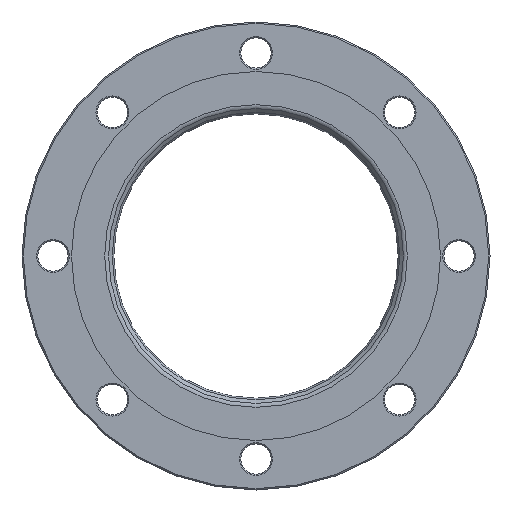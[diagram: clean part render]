
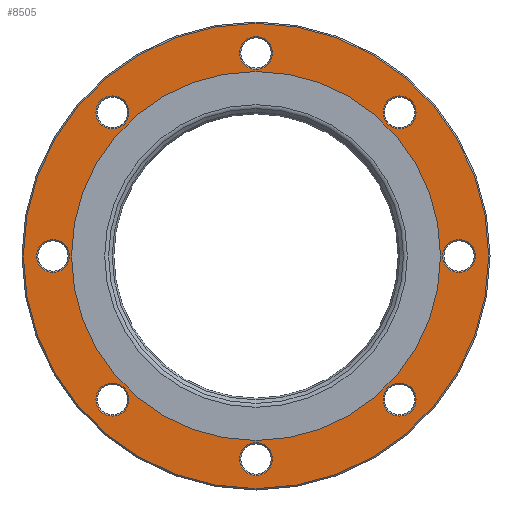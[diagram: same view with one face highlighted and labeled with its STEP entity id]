
A CAD part, left-side view. The second image highlights one B-rep face of the part: STEP entity #8505.
In plain terms, the highlighted planar face has unit normal (-1, 0, 0).
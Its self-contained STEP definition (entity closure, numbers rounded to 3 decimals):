
#7793=CARTESIAN_POINT('',(-100.,0.,-134.));
#7794=VERTEX_POINT('',#7793);
#7795=CARTESIAN_POINT('',(-100.,0.,0.));
#7796=DIRECTION('',(-1.,0.,0.));
#7797=DIRECTION('',(0.,0.,-1.));
#7798=AXIS2_PLACEMENT_3D('',#7795,#7796,#7797);
#7799=CIRCLE('',#7798,134.);
#7800=EDGE_CURVE('',#7794,#7794,#7799,.T.);
#8326=CARTESIAN_POINT('',(-100.,0.,-0.));
#8327=DIRECTION('',(1.,0.,0.));
#8328=DIRECTION('',(0.,0.,-1.));
#8329=AXIS2_PLACEMENT_3D('',#8326,#8327,#8328);
#8330=PLANE('',#8329);
#8331=CARTESIAN_POINT('',(-100.,-0.,-169.));
#8332=VERTEX_POINT('',#8331);
#8333=CARTESIAN_POINT('',(-100.,0.,0.));
#8334=DIRECTION('',(-1.,-0.,-0.));
#8335=DIRECTION('',(0.,0.,-1.));
#8336=AXIS2_PLACEMENT_3D('',#8333,#8334,#8335);
#8337=CIRCLE('',#8336,169.);
#8338=EDGE_CURVE('',#8332,#8332,#8337,.T.);
#8339=ORIENTED_EDGE('',*,*,#8338,.T.);
#8340=EDGE_LOOP('',(#8339));
#8341=FACE_BOUND('',#8340,.T.);
#8342=CARTESIAN_POINT('',(-100.,-104.298,-116.298));
#8343=VERTEX_POINT('',#8342);
#8344=CARTESIAN_POINT('',(-100.,-104.298,-92.298));
#8345=VERTEX_POINT('',#8344);
#8346=CARTESIAN_POINT('',(-100.,-104.298,-104.298));
#8347=DIRECTION('',(1.,0.,0.));
#8348=DIRECTION('',(0.,0.,-1.));
#8349=AXIS2_PLACEMENT_3D('',#8346,#8347,#8348);
#8350=CIRCLE('',#8349,12.);
#8351=EDGE_CURVE('',#8343,#8345,#8350,.T.);
#8352=ORIENTED_EDGE('',*,*,#8351,.T.);
#8353=CARTESIAN_POINT('',(-100.,-104.298,-104.298));
#8354=DIRECTION('',(1.,0.,0.));
#8355=DIRECTION('',(0.,0.,-1.));
#8356=AXIS2_PLACEMENT_3D('',#8353,#8354,#8355);
#8357=CIRCLE('',#8356,12.);
#8358=EDGE_CURVE('',#8345,#8343,#8357,.T.);
#8359=ORIENTED_EDGE('',*,*,#8358,.T.);
#8360=EDGE_LOOP('',(#8352,#8359));
#8361=FACE_BOUND('',#8360,.T.);
#8362=CARTESIAN_POINT('',(-100.,-0.,-159.5));
#8363=VERTEX_POINT('',#8362);
#8364=CARTESIAN_POINT('',(-100.,-0.,-135.5));
#8365=VERTEX_POINT('',#8364);
#8366=CARTESIAN_POINT('',(-100.,-0.,-147.5));
#8367=DIRECTION('',(1.,0.,0.));
#8368=DIRECTION('',(0.,0.,-1.));
#8369=AXIS2_PLACEMENT_3D('',#8366,#8367,#8368);
#8370=CIRCLE('',#8369,12.);
#8371=EDGE_CURVE('',#8363,#8365,#8370,.T.);
#8372=ORIENTED_EDGE('',*,*,#8371,.T.);
#8373=CARTESIAN_POINT('',(-100.,-0.,-147.5));
#8374=DIRECTION('',(1.,0.,0.));
#8375=DIRECTION('',(0.,0.,-1.));
#8376=AXIS2_PLACEMENT_3D('',#8373,#8374,#8375);
#8377=CIRCLE('',#8376,12.);
#8378=EDGE_CURVE('',#8365,#8363,#8377,.T.);
#8379=ORIENTED_EDGE('',*,*,#8378,.T.);
#8380=EDGE_LOOP('',(#8372,#8379));
#8381=FACE_BOUND('',#8380,.T.);
#8382=CARTESIAN_POINT('',(-100.,-147.5,-12.));
#8383=VERTEX_POINT('',#8382);
#8384=CARTESIAN_POINT('',(-100.,-147.5,12.));
#8385=VERTEX_POINT('',#8384);
#8386=CARTESIAN_POINT('',(-100.,-147.5,0.));
#8387=DIRECTION('',(1.,0.,0.));
#8388=DIRECTION('',(0.,0.,-1.));
#8389=AXIS2_PLACEMENT_3D('',#8386,#8387,#8388);
#8390=CIRCLE('',#8389,12.);
#8391=EDGE_CURVE('',#8383,#8385,#8390,.T.);
#8392=ORIENTED_EDGE('',*,*,#8391,.T.);
#8393=CARTESIAN_POINT('',(-100.,-147.5,0.));
#8394=DIRECTION('',(1.,0.,0.));
#8395=DIRECTION('',(0.,0.,-1.));
#8396=AXIS2_PLACEMENT_3D('',#8393,#8394,#8395);
#8397=CIRCLE('',#8396,12.);
#8398=EDGE_CURVE('',#8385,#8383,#8397,.T.);
#8399=ORIENTED_EDGE('',*,*,#8398,.T.);
#8400=EDGE_LOOP('',(#8392,#8399));
#8401=FACE_BOUND('',#8400,.T.);
#8402=CARTESIAN_POINT('',(-100.,104.298,-116.298));
#8403=VERTEX_POINT('',#8402);
#8404=CARTESIAN_POINT('',(-100.,104.298,-92.298));
#8405=VERTEX_POINT('',#8404);
#8406=CARTESIAN_POINT('',(-100.,104.298,-104.298));
#8407=DIRECTION('',(1.,0.,0.));
#8408=DIRECTION('',(0.,0.,-1.));
#8409=AXIS2_PLACEMENT_3D('',#8406,#8407,#8408);
#8410=CIRCLE('',#8409,12.);
#8411=EDGE_CURVE('',#8403,#8405,#8410,.T.);
#8412=ORIENTED_EDGE('',*,*,#8411,.T.);
#8413=CARTESIAN_POINT('',(-100.,104.298,-104.298));
#8414=DIRECTION('',(1.,0.,0.));
#8415=DIRECTION('',(0.,0.,-1.));
#8416=AXIS2_PLACEMENT_3D('',#8413,#8414,#8415);
#8417=CIRCLE('',#8416,12.);
#8418=EDGE_CURVE('',#8405,#8403,#8417,.T.);
#8419=ORIENTED_EDGE('',*,*,#8418,.T.);
#8420=EDGE_LOOP('',(#8412,#8419));
#8421=FACE_BOUND('',#8420,.T.);
#8422=CARTESIAN_POINT('',(-100.,-104.298,92.298));
#8423=VERTEX_POINT('',#8422);
#8424=CARTESIAN_POINT('',(-100.,-104.298,116.298));
#8425=VERTEX_POINT('',#8424);
#8426=CARTESIAN_POINT('',(-100.,-104.298,104.298));
#8427=DIRECTION('',(1.,0.,0.));
#8428=DIRECTION('',(0.,0.,-1.));
#8429=AXIS2_PLACEMENT_3D('',#8426,#8427,#8428);
#8430=CIRCLE('',#8429,12.);
#8431=EDGE_CURVE('',#8423,#8425,#8430,.T.);
#8432=ORIENTED_EDGE('',*,*,#8431,.T.);
#8433=CARTESIAN_POINT('',(-100.,-104.298,104.298));
#8434=DIRECTION('',(1.,0.,0.));
#8435=DIRECTION('',(0.,0.,-1.));
#8436=AXIS2_PLACEMENT_3D('',#8433,#8434,#8435);
#8437=CIRCLE('',#8436,12.);
#8438=EDGE_CURVE('',#8425,#8423,#8437,.T.);
#8439=ORIENTED_EDGE('',*,*,#8438,.T.);
#8440=EDGE_LOOP('',(#8432,#8439));
#8441=FACE_BOUND('',#8440,.T.);
#8442=CARTESIAN_POINT('',(-100.,147.5,-12.));
#8443=VERTEX_POINT('',#8442);
#8444=CARTESIAN_POINT('',(-100.,147.5,12.));
#8445=VERTEX_POINT('',#8444);
#8446=CARTESIAN_POINT('',(-100.,147.5,0.));
#8447=DIRECTION('',(1.,0.,0.));
#8448=DIRECTION('',(0.,0.,-1.));
#8449=AXIS2_PLACEMENT_3D('',#8446,#8447,#8448);
#8450=CIRCLE('',#8449,12.);
#8451=EDGE_CURVE('',#8443,#8445,#8450,.T.);
#8452=ORIENTED_EDGE('',*,*,#8451,.T.);
#8453=CARTESIAN_POINT('',(-100.,147.5,0.));
#8454=DIRECTION('',(1.,0.,0.));
#8455=DIRECTION('',(0.,0.,-1.));
#8456=AXIS2_PLACEMENT_3D('',#8453,#8454,#8455);
#8457=CIRCLE('',#8456,12.);
#8458=EDGE_CURVE('',#8445,#8443,#8457,.T.);
#8459=ORIENTED_EDGE('',*,*,#8458,.T.);
#8460=EDGE_LOOP('',(#8452,#8459));
#8461=FACE_BOUND('',#8460,.T.);
#8462=CARTESIAN_POINT('',(-100.,-0.,135.5));
#8463=VERTEX_POINT('',#8462);
#8464=CARTESIAN_POINT('',(-100.,-0.,159.5));
#8465=VERTEX_POINT('',#8464);
#8466=CARTESIAN_POINT('',(-100.,-0.,147.5));
#8467=DIRECTION('',(1.,0.,0.));
#8468=DIRECTION('',(0.,0.,-1.));
#8469=AXIS2_PLACEMENT_3D('',#8466,#8467,#8468);
#8470=CIRCLE('',#8469,12.);
#8471=EDGE_CURVE('',#8463,#8465,#8470,.T.);
#8472=ORIENTED_EDGE('',*,*,#8471,.T.);
#8473=CARTESIAN_POINT('',(-100.,-0.,147.5));
#8474=DIRECTION('',(1.,0.,0.));
#8475=DIRECTION('',(0.,0.,-1.));
#8476=AXIS2_PLACEMENT_3D('',#8473,#8474,#8475);
#8477=CIRCLE('',#8476,12.);
#8478=EDGE_CURVE('',#8465,#8463,#8477,.T.);
#8479=ORIENTED_EDGE('',*,*,#8478,.T.);
#8480=EDGE_LOOP('',(#8472,#8479));
#8481=FACE_BOUND('',#8480,.T.);
#8482=CARTESIAN_POINT('',(-100.,104.298,92.298));
#8483=VERTEX_POINT('',#8482);
#8484=CARTESIAN_POINT('',(-100.,104.298,116.298));
#8485=VERTEX_POINT('',#8484);
#8486=CARTESIAN_POINT('',(-100.,104.298,104.298));
#8487=DIRECTION('',(1.,0.,0.));
#8488=DIRECTION('',(0.,0.,-1.));
#8489=AXIS2_PLACEMENT_3D('',#8486,#8487,#8488);
#8490=CIRCLE('',#8489,12.);
#8491=EDGE_CURVE('',#8483,#8485,#8490,.T.);
#8492=ORIENTED_EDGE('',*,*,#8491,.T.);
#8493=CARTESIAN_POINT('',(-100.,104.298,104.298));
#8494=DIRECTION('',(1.,0.,0.));
#8495=DIRECTION('',(0.,0.,-1.));
#8496=AXIS2_PLACEMENT_3D('',#8493,#8494,#8495);
#8497=CIRCLE('',#8496,12.);
#8498=EDGE_CURVE('',#8485,#8483,#8497,.T.);
#8499=ORIENTED_EDGE('',*,*,#8498,.T.);
#8500=EDGE_LOOP('',(#8492,#8499));
#8501=FACE_BOUND('',#8500,.T.);
#8502=ORIENTED_EDGE('',*,*,#7800,.F.);
#8503=EDGE_LOOP('',(#8502));
#8504=FACE_BOUND('',#8503,.T.);
#8505=ADVANCED_FACE('',(#8341,#8361,#8381,#8401,#8421,#8441,#8461,#8481,#8501,#8504),#8330,.F.);
